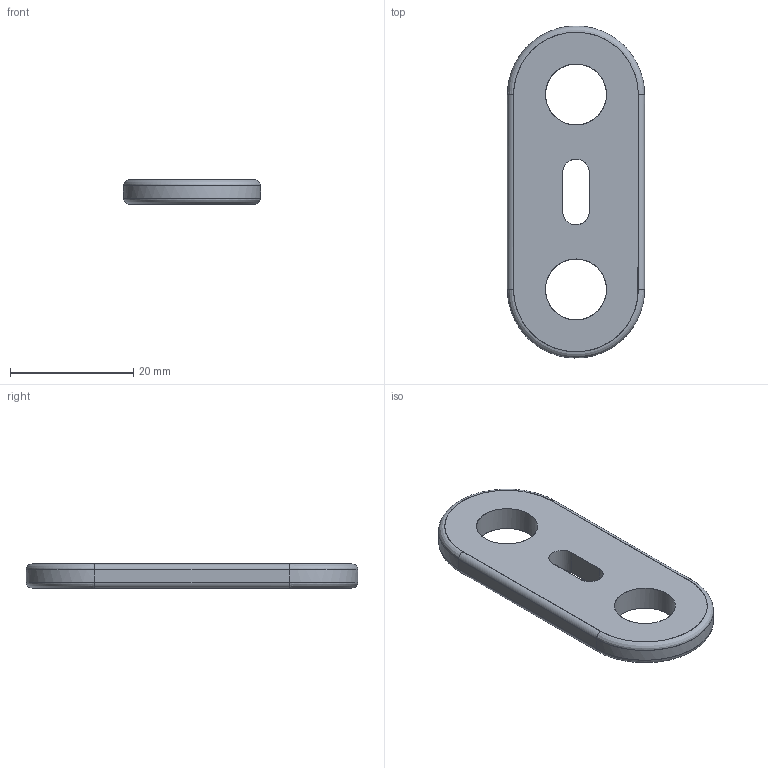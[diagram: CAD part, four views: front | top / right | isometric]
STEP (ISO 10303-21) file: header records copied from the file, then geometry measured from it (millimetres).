
FILE_DESCRIPTION((''),'2;1');
FILE_NAME('T2.stp','2021-05-17T14:50:17',(''),(''),'AutoCAD STEP 2000i','AutoCAD 2000i',', , ');
FILE_SCHEMA(('CONFIG_CONTROL_DESIGN'));
Length unit declared in the file: millimetre
Products named in the file (1): T2
Bounding box: 22.25 x 53.89 x 3.95 mm (x, y, z)
Surface area: 2555.4 mm2 (no closed solid volume)
Topology: 0 solids, 0 shells, 20 faces, 80 edges, 76 vertices
Faces by surface type: bspline 20
Entity records: 2474 total; most frequent: CARTESIAN_POINT 2029, QUASI_UNIFORM_CURVE 108, PCURVE 80, COMPOSITE_CURVE_SEGMENT 80, B_SPLINE_CURVE_WITH_KNOTS 24, OUTER_BOUNDARY_CURVE 20, CURVE_BOUNDED_SURFACE 20, PERSON 8
